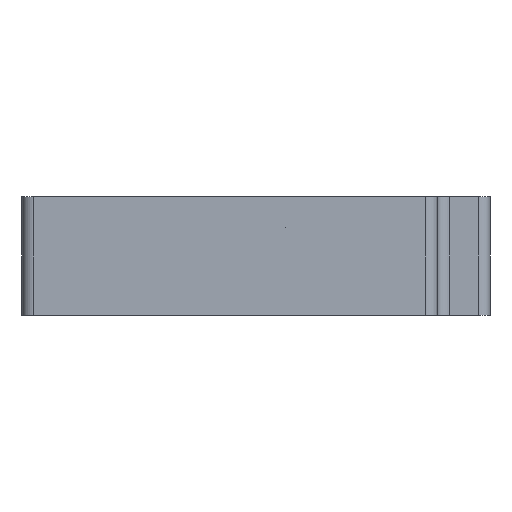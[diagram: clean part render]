
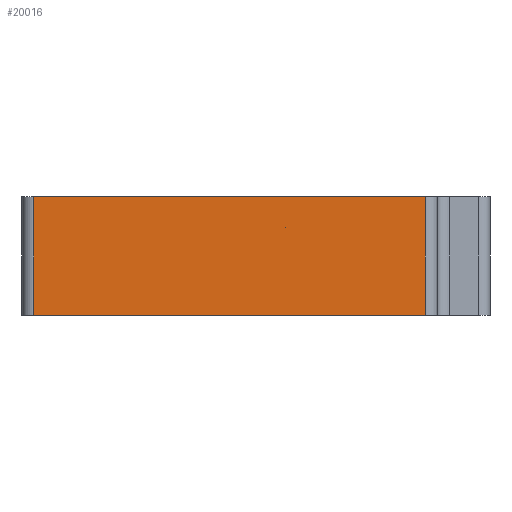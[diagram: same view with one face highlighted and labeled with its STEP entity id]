
A CAD part, front view. The second image highlights one B-rep face of the part: STEP entity #20016.
In plain terms, the highlighted planar face has unit normal (0, -1, 0).
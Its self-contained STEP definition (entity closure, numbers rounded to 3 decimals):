
#116 = VECTOR ( 'NONE', #16154, 1000. ) ;
#124 = PLANE ( 'NONE',  #17028 ) ;
#132 = VECTOR ( 'NONE', #12088, 1000. ) ;
#1047 = CARTESIAN_POINT ( 'NONE',  ( -7.154, -72.301, 13.546 ) ) ;
#1498 = CARTESIAN_POINT ( 'NONE',  ( -166.154, -72.301, -61.454 ) ) ;
#1577 = CARTESIAN_POINT ( 'NONE',  ( -7.154, -72.301, -61.454 ) ) ;
#1675 = ORIENTED_EDGE ( 'NONE', *, *, #18078, .T. ) ;
#3382 = VERTEX_POINT ( 'NONE', #1498 ) ;
#3458 = VECTOR ( 'NONE', #10930, 1000. ) ;
#4704 = EDGE_CURVE ( 'NONE', #9252, #3382, #21648, .T. ) ;
#5476 = CARTESIAN_POINT ( 'NONE',  ( -166.154, -72.301, 13.546 ) ) ;
#7654 = EDGE_LOOP ( 'NONE', ( #17465, #1675, #20492, #15988 ) ) ;
#7747 = DIRECTION ( 'NONE',  ( 0., 0., -1. ) ) ;
#9125 = VECTOR ( 'NONE', #7747, 1000. ) ;
#9252 = VERTEX_POINT ( 'NONE', #5476 ) ;
#10930 = DIRECTION ( 'NONE',  ( 0., 0., -1. ) ) ;
#10937 = DIRECTION ( 'NONE',  ( 0., 1., 0. ) ) ;
#11051 = CARTESIAN_POINT ( 'NONE',  ( -166.154, -72.301, 13.546 ) ) ;
#11400 = VERTEX_POINT ( 'NONE', #20995 ) ;
#12088 = DIRECTION ( 'NONE',  ( 1., 0., 0. ) ) ;
#15259 = LINE ( 'NONE', #18683, #9125 ) ;
#15988 = ORIENTED_EDGE ( 'NONE', *, *, #21085, .F. ) ;
#16154 = DIRECTION ( 'NONE',  ( 1., 0., 0. ) ) ;
#16201 = CARTESIAN_POINT ( 'NONE',  ( 81.346, -72.301, 13.546 ) ) ;
#17028 = AXIS2_PLACEMENT_3D ( 'NONE', #21777, #10937, #21655 ) ;
#17465 = ORIENTED_EDGE ( 'NONE', *, *, #4704, .T. ) ;
#17666 = EDGE_CURVE ( 'NONE', #21267, #11400, #15259, .T. ) ;
#17696 = LINE ( 'NONE', #1577, #116 ) ;
#18078 = EDGE_CURVE ( 'NONE', #3382, #11400, #17696, .T. ) ;
#18683 = CARTESIAN_POINT ( 'NONE',  ( 81.346, -72.301, 13.546 ) ) ;
#20001 = FACE_OUTER_BOUND ( 'NONE', #7654, .T. ) ;
#20016 = ADVANCED_FACE ( 'NONE', ( #20001 ), #124, .F. ) ;
#20492 = ORIENTED_EDGE ( 'NONE', *, *, #17666, .F. ) ;
#20995 = CARTESIAN_POINT ( 'NONE',  ( 81.346, -72.301, -61.454 ) ) ;
#21085 = EDGE_CURVE ( 'NONE', #9252, #21267, #23047, .T. ) ;
#21267 = VERTEX_POINT ( 'NONE', #16201 ) ;
#21648 = LINE ( 'NONE', #11051, #3458 ) ;
#21655 = DIRECTION ( 'NONE',  ( 0., 0., 1. ) ) ;
#21777 = CARTESIAN_POINT ( 'NONE',  ( -7.154, -72.301, 13.546 ) ) ;
#23047 = LINE ( 'NONE', #1047, #132 ) ;
